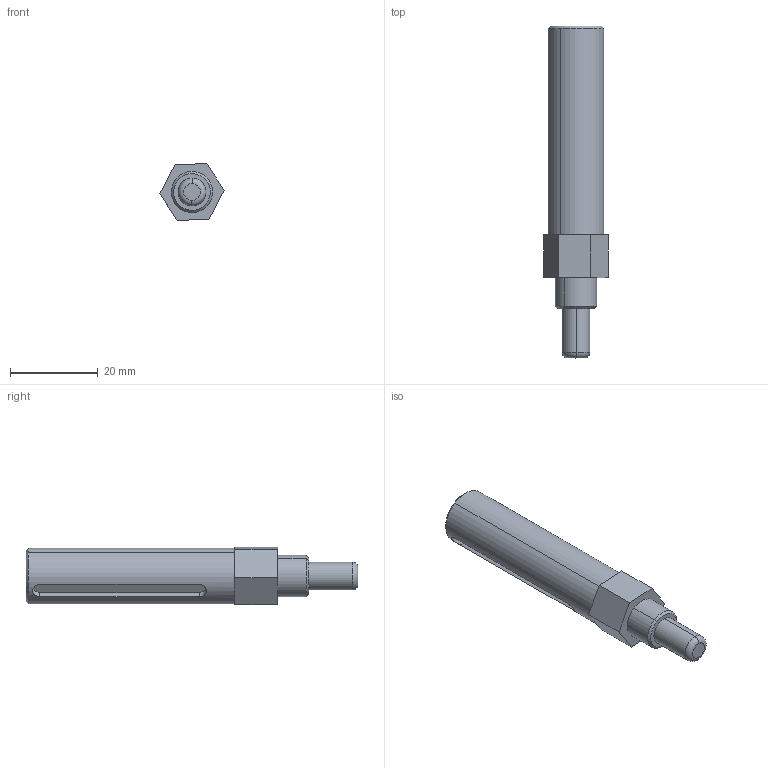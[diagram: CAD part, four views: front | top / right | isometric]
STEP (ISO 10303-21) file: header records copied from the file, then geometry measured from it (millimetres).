
FILE_DESCRIPTION (( 'STEP AP214' ), '1' );
FILE_NAME ('am-0740a CIMPle Box Shaft With Magnet REV6.STEP', '2018-06-29T12:41:48', ( '' ), ( '' ), 'SwSTEP 2.0', 'SolidWorks 2017', '' );
FILE_SCHEMA (( 'AUTOMOTIVE_DESIGN' ));
Length unit declared in the file: inch
Products named in the file (3): am-0740a CIMPle Box Shaft NON IMPORTED BASE; am-0740a CIMPle Box Shaft With Magnet REV6; dowel pin_ai_Magnet
Assembly tree (2 placements, depth 2):
  am-0740a CIMPle Box Shaft With Magnet REV6
    dowel pin_ai_Magnet
    am-0740a CIMPle Box Shaft NON IMPORTED BASE
Bounding box: 14.65 x 75.77 x 13.04 mm (x, y, z)
Volume: 7649.3 mm3; surface area: 4043.5 mm2
Topology: 2 solids, 2 shells, 43 faces, 92 edges, 55 vertices
Faces by surface type: plane 21, cylinder 12, cone 8, torus 2
Entity records: 1312 total; most frequent: CARTESIAN_POINT 243, DIRECTION 222, ORIENTED_EDGE 180, EDGE_CURVE 90, AXIS2_PLACEMENT_3D 86, VERTEX_POINT 55, LINE 50, VECTOR 50
